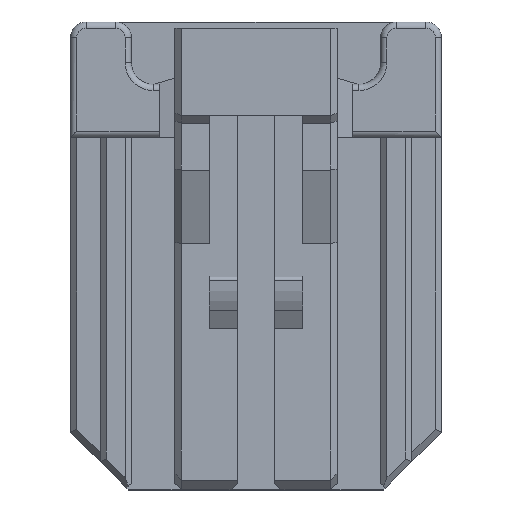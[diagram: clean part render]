
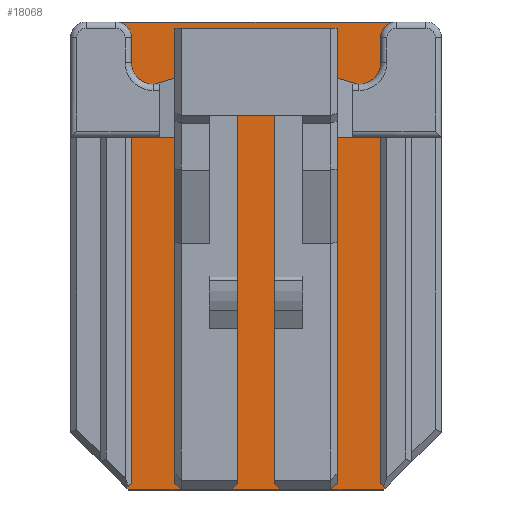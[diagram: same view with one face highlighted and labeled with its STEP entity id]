
A CAD part, top view. The second image highlights one B-rep face of the part: STEP entity #18068.
In plain terms, the highlighted planar face has unit normal (0, 0, 1).
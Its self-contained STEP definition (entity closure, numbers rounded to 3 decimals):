
#3489=CARTESIAN_POINT('',(-0.8,-15.,5.4));
#3490=VERTEX_POINT('',#3489);
#3491=CARTESIAN_POINT('',(-0.6,-14.8,5.4));
#3492=VERTEX_POINT('',#3491);
#3493=CARTESIAN_POINT('',(-0.8,-15.,5.4));
#3494=DIRECTION('',(0.707,0.707,0.));
#3495=VECTOR('',#3494,0.283);
#3496=LINE('',#3493,#3495);
#3497=EDGE_CURVE('',#3490,#3492,#3496,.T.);
#3578=CARTESIAN_POINT('',(-2.6,-14.8,5.4));
#3579=VERTEX_POINT('',#3578);
#3586=CARTESIAN_POINT('',(-2.4,-15.,5.4));
#3587=VERTEX_POINT('',#3586);
#3588=CARTESIAN_POINT('',(-2.6,-14.8,5.4));
#3589=DIRECTION('',(0.707,-0.707,0.));
#3590=VECTOR('',#3589,0.283);
#3591=LINE('',#3588,#3590);
#3592=EDGE_CURVE('',#3579,#3587,#3591,.T.);
#3635=CARTESIAN_POINT('',(-0.6,-13.2,5.4));
#3636=VERTEX_POINT('',#3635);
#3644=CARTESIAN_POINT('',(-2.6,-13.2,5.4));
#3645=VERTEX_POINT('',#3644);
#3646=CARTESIAN_POINT('',(-0.6,-13.2,5.4));
#3647=DIRECTION('',(-1.,0.,0.));
#3648=VECTOR('',#3647,2.);
#3649=LINE('',#3646,#3648);
#3650=EDGE_CURVE('',#3636,#3645,#3649,.T.);
#3732=CARTESIAN_POINT('',(0.8,-15.,5.4));
#3733=VERTEX_POINT('',#3732);
#3741=CARTESIAN_POINT('',(0.6,-14.8,5.4));
#3742=VERTEX_POINT('',#3741);
#3749=CARTESIAN_POINT('',(0.6,-14.8,5.4));
#3750=DIRECTION('',(0.707,-0.707,0.));
#3751=VECTOR('',#3750,0.283);
#3752=LINE('',#3749,#3751);
#3753=EDGE_CURVE('',#3742,#3733,#3752,.T.);
#5202=CARTESIAN_POINT('',(-0.6,-14.8,5.4));
#5203=DIRECTION('',(0.,1.,0.));
#5204=VECTOR('',#5203,1.6);
#5205=LINE('',#5202,#5204);
#5206=EDGE_CURVE('',#3492,#3636,#5205,.T.);
#6431=CARTESIAN_POINT('',(0.6,-13.2,5.4));
#6432=VERTEX_POINT('',#6431);
#6440=CARTESIAN_POINT('',(0.6,-13.2,5.4));
#6441=DIRECTION('',(0.,-1.,0.));
#6442=VECTOR('',#6441,1.6);
#6443=LINE('',#6440,#6442);
#6444=EDGE_CURVE('',#6432,#3742,#6443,.T.);
#6496=CARTESIAN_POINT('',(2.6,-13.2,5.4));
#6497=VERTEX_POINT('',#6496);
#6498=CARTESIAN_POINT('',(2.6,-13.2,5.4));
#6499=DIRECTION('',(-1.,0.,0.));
#6500=VECTOR('',#6499,2.);
#6501=LINE('',#6498,#6500);
#6502=EDGE_CURVE('',#6497,#6432,#6501,.T.);
#6549=CARTESIAN_POINT('',(2.4,-15.,5.4));
#6550=VERTEX_POINT('',#6549);
#6557=CARTESIAN_POINT('',(2.6,-14.8,5.4));
#6558=VERTEX_POINT('',#6557);
#6559=CARTESIAN_POINT('',(2.4,-15.,5.4));
#6560=DIRECTION('',(0.707,0.707,0.));
#6561=VECTOR('',#6560,0.283);
#6562=LINE('',#6559,#6561);
#6563=EDGE_CURVE('',#6550,#6558,#6562,.T.);
#9984=CARTESIAN_POINT('',(-4.1,-15.,5.4));
#9985=VERTEX_POINT('',#9984);
#9992=CARTESIAN_POINT('',(-4.15,-14.95,5.4));
#9993=VERTEX_POINT('',#9992);
#9994=CARTESIAN_POINT('',(-4.1,-15.,5.4));
#9995=DIRECTION('',(-0.707,0.707,0.));
#9996=VECTOR('',#9995,0.071);
#9997=LINE('',#9994,#9996);
#9998=EDGE_CURVE('',#9985,#9993,#9997,.T.);
#10085=CARTESIAN_POINT('',(4.15,-14.95,5.4));
#10086=VERTEX_POINT('',#10085);
#10093=CARTESIAN_POINT('',(4.1,-15.,5.4));
#10094=VERTEX_POINT('',#10093);
#10095=CARTESIAN_POINT('',(4.15,-14.95,5.4));
#10096=DIRECTION('',(-0.707,-0.707,0.));
#10097=VECTOR('',#10096,0.07);
#10098=LINE('',#10095,#10097);
#10099=EDGE_CURVE('',#10086,#10094,#10098,.T.);
#10115=CARTESIAN_POINT('',(-4.,-14.8,5.4));
#10116=VERTEX_POINT('',#10115);
#10117=CARTESIAN_POINT('',(-4.15,-14.95,5.4));
#10118=DIRECTION('',(0.707,0.707,0.));
#10119=VECTOR('',#10118,0.212);
#10120=LINE('',#10117,#10119);
#10121=EDGE_CURVE('',#9993,#10116,#10120,.T.);
#10154=CARTESIAN_POINT('',(4.,-14.801,5.4));
#10155=VERTEX_POINT('',#10154);
#10156=CARTESIAN_POINT('',(4.,-14.801,5.4));
#10157=DIRECTION('',(0.707,-0.707,0.));
#10158=VECTOR('',#10157,0.212);
#10159=LINE('',#10156,#10158);
#10160=EDGE_CURVE('',#10155,#10086,#10159,.T.);
#10455=CARTESIAN_POINT('',(-2.6,-13.2,5.4));
#10456=DIRECTION('',(0.,-1.,0.));
#10457=VECTOR('',#10456,1.6);
#10458=LINE('',#10455,#10457);
#10459=EDGE_CURVE('',#3645,#3579,#10458,.T.);
#10571=CARTESIAN_POINT('',(2.6,-14.8,5.4));
#10572=DIRECTION('',(0.,1.,0.));
#10573=VECTOR('',#10572,1.6);
#10574=LINE('',#10571,#10573);
#10575=EDGE_CURVE('',#6558,#6497,#10574,.T.);
#17372=CARTESIAN_POINT('',(0.8,-15.,5.4));
#17373=DIRECTION('',(-1.,0.,0.));
#17374=VECTOR('',#17373,1.6);
#17375=LINE('',#17372,#17374);
#17376=EDGE_CURVE('',#3733,#3490,#17375,.T.);
#17383=CARTESIAN_POINT('',(-2.4,-15.,5.4));
#17384=DIRECTION('',(-1.,0.,0.));
#17385=VECTOR('',#17384,1.7);
#17386=LINE('',#17383,#17385);
#17387=EDGE_CURVE('',#3587,#9985,#17386,.T.);
#17392=CARTESIAN_POINT('',(4.1,-15.,5.4));
#17393=DIRECTION('',(-1.,0.,0.));
#17394=VECTOR('',#17393,1.7);
#17395=LINE('',#17392,#17394);
#17396=EDGE_CURVE('',#10094,#6550,#17395,.T.);
#17711=CARTESIAN_POINT('',(4.5,0.,5.4));
#17712=VERTEX_POINT('',#17711);
#17719=CARTESIAN_POINT('',(4.,-0.5,5.4));
#17720=VERTEX_POINT('',#17719);
#17721=CARTESIAN_POINT('',(4.5,-0.5,5.4));
#17722=DIRECTION('',(0.,1.,0.));
#17723=DIRECTION('',(0.,0.,1.));
#17724=AXIS2_PLACEMENT_3D('',#17721,#17723,#17722);
#17725=CIRCLE('',#17724,0.5);
#17726=EDGE_CURVE('',#17712,#17720,#17725,.T.);
#17742=CARTESIAN_POINT('',(-4.,-0.5,5.4));
#17743=VERTEX_POINT('',#17742);
#17744=CARTESIAN_POINT('',(-4.5,0.,5.4));
#17745=VERTEX_POINT('',#17744);
#17746=CARTESIAN_POINT('',(-4.5,-0.5,5.4));
#17747=DIRECTION('',(1.,0.,0.));
#17748=DIRECTION('',(0.,0.,1.));
#17749=AXIS2_PLACEMENT_3D('',#17746,#17748,#17747);
#17750=CIRCLE('',#17749,0.5);
#17751=EDGE_CURVE('',#17743,#17745,#17750,.T.);
#17786=CARTESIAN_POINT('',(-4.,-14.8,5.4));
#17787=DIRECTION('',(0.,1.,0.));
#17788=VECTOR('',#17787,14.3);
#17789=LINE('',#17786,#17788);
#17790=EDGE_CURVE('',#10116,#17743,#17789,.T.);
#17804=CARTESIAN_POINT('',(4.,-0.5,5.4));
#17805=DIRECTION('',(0.,-1.,0.));
#17806=VECTOR('',#17805,14.301);
#17807=LINE('',#17804,#17806);
#17808=EDGE_CURVE('',#17720,#10155,#17807,.T.);
#18034=CARTESIAN_POINT('',(0.,-7.5,5.4));
#18035=DIRECTION('',(-1.,0.,0.));
#18036=DIRECTION('',(0.,0.,1.));
#18037=AXIS2_PLACEMENT_3D('',#18034,#18036,#18035);
#18038=PLANE('',#18037);
#18039=ORIENTED_EDGE('',*,*,#17751,.F.);
#18040=ORIENTED_EDGE('',*,*,#17790,.F.);
#18041=ORIENTED_EDGE('',*,*,#10121,.F.);
#18042=ORIENTED_EDGE('',*,*,#9998,.F.);
#18043=ORIENTED_EDGE('',*,*,#17387,.F.);
#18044=ORIENTED_EDGE('',*,*,#3592,.F.);
#18045=ORIENTED_EDGE('',*,*,#10459,.F.);
#18046=ORIENTED_EDGE('',*,*,#3650,.F.);
#18047=ORIENTED_EDGE('',*,*,#5206,.F.);
#18048=ORIENTED_EDGE('',*,*,#3497,.F.);
#18049=ORIENTED_EDGE('',*,*,#17376,.F.);
#18050=ORIENTED_EDGE('',*,*,#3753,.F.);
#18051=ORIENTED_EDGE('',*,*,#6444,.F.);
#18052=ORIENTED_EDGE('',*,*,#6502,.F.);
#18053=ORIENTED_EDGE('',*,*,#10575,.F.);
#18054=ORIENTED_EDGE('',*,*,#6563,.F.);
#18055=ORIENTED_EDGE('',*,*,#17396,.F.);
#18056=ORIENTED_EDGE('',*,*,#10099,.F.);
#18057=ORIENTED_EDGE('',*,*,#10160,.F.);
#18058=ORIENTED_EDGE('',*,*,#17808,.F.);
#18059=ORIENTED_EDGE('',*,*,#17726,.F.);
#18060=CARTESIAN_POINT('',(4.5,0.,5.4));
#18061=DIRECTION('',(-1.,0.,0.));
#18062=VECTOR('',#18061,9.);
#18063=LINE('',#18060,#18062);
#18064=EDGE_CURVE('',#17712,#17745,#18063,.T.);
#18065=ORIENTED_EDGE('',*,*,#18064,.T.);
#18066=EDGE_LOOP('',(#18039,#18040,#18041,#18042,#18043,#18044,#18045,#18046,#18047,#18048,#18049,#18050,#18051,#18052,#18053,#18054,#18055,#18056,#18057,#18058,#18059,#18065));
#18067=FACE_OUTER_BOUND('',#18066,.T.);
#18068=ADVANCED_FACE('',(#18067),#18038,.T.);
